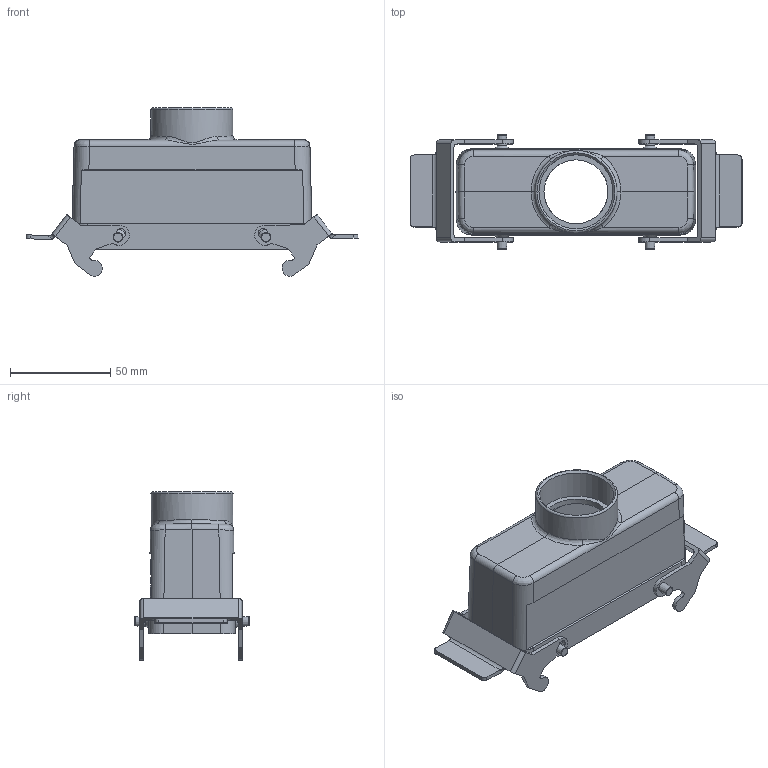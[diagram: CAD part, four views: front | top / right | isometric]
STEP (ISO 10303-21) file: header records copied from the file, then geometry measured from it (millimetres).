
FILE_DESCRIPTION((''),'2;1');
FILE_NAME('04300241431.stp','2020-07-08T08:17:50',('e.eickhoff'),(''),'Autodesk Inventor 2012','Autodesk Inventor 2012','');
FILE_SCHEMA(('AUTOMOTIVE_DESIGN { 1 0 10303 214 1 1 1 1 }'));
Length unit declared in the file: millimetre
Products named in the file (3): 04300241431; Metallbügel Quer
Assembly tree (3 placements, depth 2):
  04300241431
    04300241431
    Metallbügel Quer  x2
Bounding box: 166 x 57.2 x 84.34 mm (x, y, z)
Volume: 76385.1 mm3; surface area: 55018 mm2
Topology: 3 solids, 3 shells, 365 faces, 951 edges, 603 vertices
Faces by surface type: plane 200, cylinder 99, bspline 38, cone 19, torus 9
Full cylindrical faces by diameter (mm): 3 x4, 32 x1, 37 x1, 41 x1
Entity records: 10949 total; most frequent: CARTESIAN_POINT 3319, ORIENTED_EDGE 1538, DIRECTION 1517, EDGE_CURVE 769, AXIS2_PLACEMENT_3D 518, VERTEX_POINT 501, VECTOR 481, LINE 481
